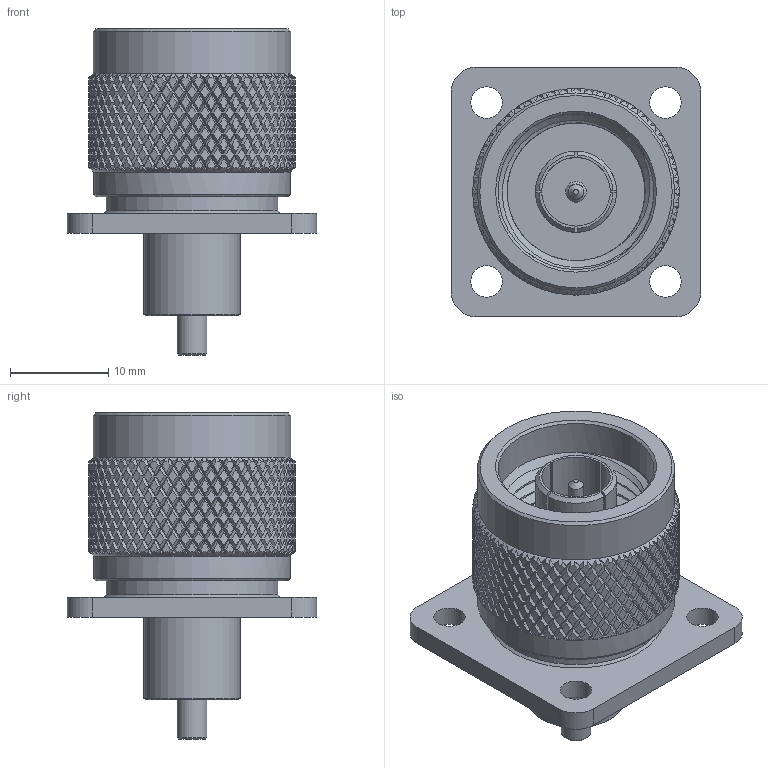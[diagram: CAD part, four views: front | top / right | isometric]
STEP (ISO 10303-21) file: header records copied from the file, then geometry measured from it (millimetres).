
FILE_DESCRIPTION (( 'STEP AP203' ), '1' );
FILE_NAME ('PE4491_3D.STEP', '2020-11-17T19:17:05', ( '' ), ( '' ), 'SwSTEP 2.0', 'SolidWorks 2018', '' );
FILE_SCHEMA (( 'CONFIG_CONTROL_DESIGN' ));
Length unit declared in the file: inch
Products named in the file (1): PE4491_3D
Bounding box: 25.4 x 25.4 x 33.2 mm (x, y, z)
Volume: 6281.3 mm3; surface area: 4572.9 mm2
Topology: 1 solids, 1 shells, 2571 faces, 5426 edges, 2865 vertices
Faces by surface type: bspline 2003, cylinder 523, plane 30, cone 15
Full cylindrical faces by diameter (mm): 1.524 x1, 2.108 x1, 3.048 x1, 3.2 x4, 6.985 x1, 8.255 x1, 9.8 x1, 15.875 x5, 17.478 x1, 20.054 x1, 20.096 x1
Entity records: 114325 total; most frequent: CARTESIAN_POINT 82015, ORIENTED_EDGE 10758, EDGE_CURVE 5379, VERTEX_POINT 2847, EDGE_LOOP 2606, FACE_OUTER_BOUND 2580, ADVANCED_FACE 2566, B_SPLINE_CURVE_WITH_KNOTS 2214
